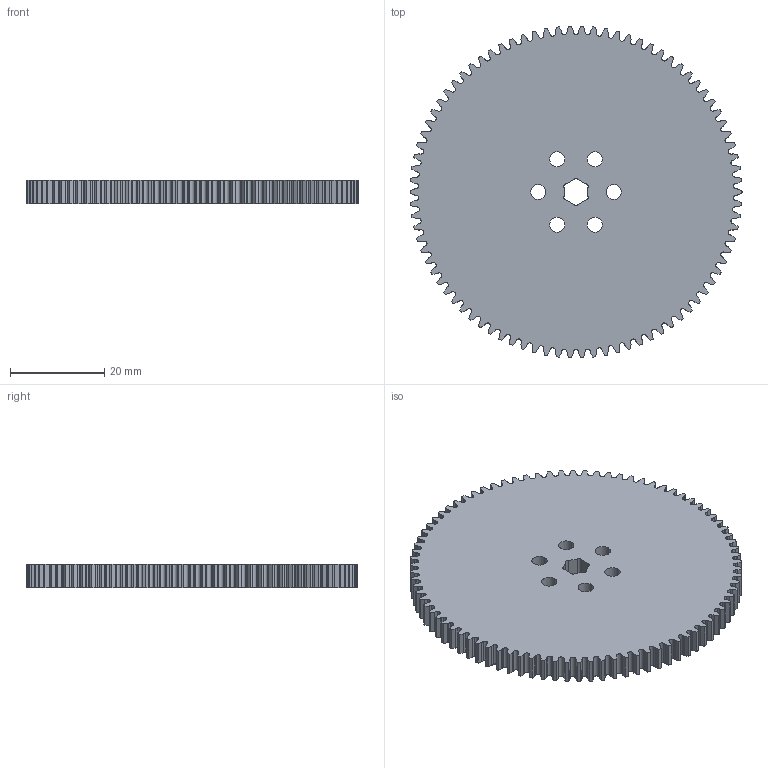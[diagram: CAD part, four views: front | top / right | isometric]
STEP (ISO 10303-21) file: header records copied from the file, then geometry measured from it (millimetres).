
FILE_DESCRIPTION (( 'STEP AP203' ), '1' );
FILE_NAME ('0.8 M 86 Tooth.STEP', '2018-06-07T22:20:29', ( '' ), ( '' ), 'SwSTEP 2.0', 'SolidWorks 2017', '' );
FILE_SCHEMA (( 'CONFIG_CONTROL_DESIGN' ));
Products named in the file (1): 0.8 M 86 Tooth
Bounding box: 70.3 x 70.27 x 5 mm (x, y, z)
Volume: 18053.4 mm3; surface area: 9729.7 mm2
Topology: 1 solids, 1 shells, 756 faces, 2262 edges, 1508 vertices
Faces by surface type: bspline 344, cylinder 229, plane 183
Entity records: 36492 total; most frequent: CARTESIAN_POINT 17958, ORIENTED_EDGE 4524, DIRECTION 2858, EDGE_CURVE 2262, VERTEX_POINT 1508, VECTOR 1116, LINE 1116, AXIS2_PLACEMENT_3D 871
